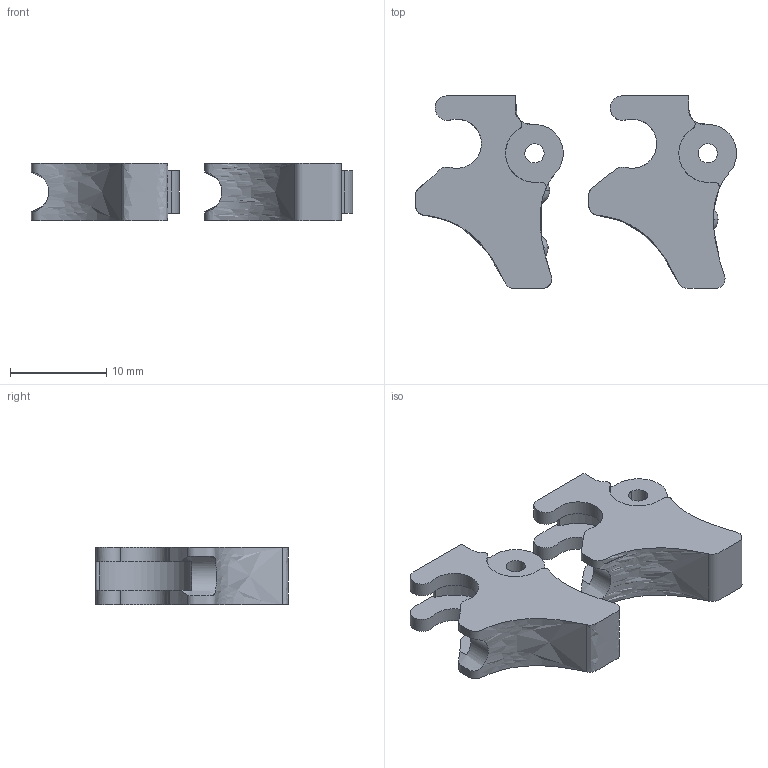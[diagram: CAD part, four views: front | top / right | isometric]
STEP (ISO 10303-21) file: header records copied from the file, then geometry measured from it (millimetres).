
FILE_DESCRIPTION(/* description */ (''),/* implementation_level */ '2;1');
FILE_NAME(/* name */ 'G5 Tension Arm Pair FDM',/* time_stamp */ '2020-01-29T02:08:32+00:00',/* author */ (''),/* organization */ (''),/* preprocessor_version */ 'ST-DEVELOPER v8',/* originating_system */ '',/* authorisation */ '');
FILE_SCHEMA (('AUTOMOTIVE_DESIGN'));
Length unit declared in the file: millimetre
Products named in the file (1): 1
Bounding box: 33.34 x 20.02 x 6 mm (x, y, z)
Volume: 1675.2 mm3; surface area: 1694.6 mm2
Topology: 2 solids, 2 shells, 57 faces, 172 edges, 116 vertices
Faces by surface type: bspline 57
Entity records: 3229 total; most frequent: CARTESIAN_POINT 2288, ORIENTED_EDGE 332, EDGE_CURVE 166, VERTEX_POINT 116, B_SPLINE_CURVE_WITH_KNOTS 108, EDGE_LOOP 64, ADVANCED_FACE 57, FACE_OUTER_BOUND 57
